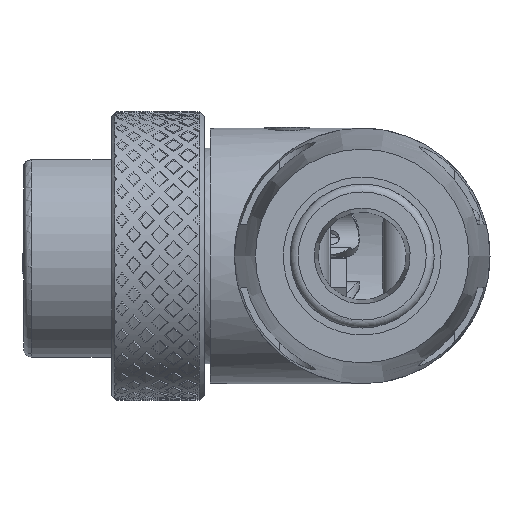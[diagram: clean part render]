
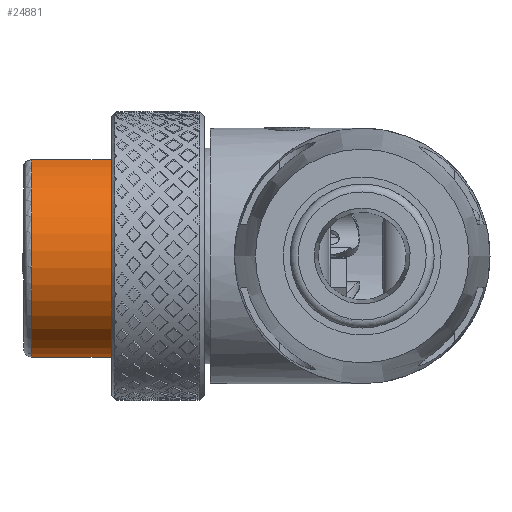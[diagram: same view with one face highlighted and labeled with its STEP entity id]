
A CAD part, front view. The second image highlights one B-rep face of the part: STEP entity #24881.
In plain terms, the highlighted cylindrical face has radius 6.35 mm (diameter 12.7 mm), a partial arc.
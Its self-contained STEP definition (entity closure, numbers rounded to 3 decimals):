
#3146=FACE_OUTER_BOUND('',#4624,.T.);
#4624=EDGE_LOOP('',(#16147,#16148,#16149,#16150));
#6554=LINE('',#39555,#7881);
#6555=LINE('',#39556,#7882);
#7881=VECTOR('',#30213,8.7);
#7882=VECTOR('',#30214,8.7);
#9091=CIRCLE('',#26394,6.35);
#9092=CIRCLE('',#26396,6.35);
#9807=VERTEX_POINT('',#39524);
#9808=VERTEX_POINT('',#39537);
#9809=VERTEX_POINT('',#39552);
#9810=VERTEX_POINT('',#39553);
#12307=EDGE_CURVE('',#9808,#9807,#9091,.T.);
#12309=EDGE_CURVE('',#9809,#9810,#9092,.T.);
#12310=EDGE_CURVE('',#9809,#9808,#6554,.T.);
#12311=EDGE_CURVE('',#9807,#9810,#6555,.T.);
#16147=ORIENTED_EDGE('',*,*,#12309,.F.);
#16148=ORIENTED_EDGE('',*,*,#12310,.T.);
#16149=ORIENTED_EDGE('',*,*,#12307,.T.);
#16150=ORIENTED_EDGE('',*,*,#12311,.T.);
#23045=CYLINDRICAL_SURFACE('',#26395,6.35);
#24881=ADVANCED_FACE('',(#3146),#23045,.T.);
#26394=AXIS2_PLACEMENT_3D('',#39538,#30207,#30208);
#26395=AXIS2_PLACEMENT_3D('',#39551,#30209,#30210);
#26396=AXIS2_PLACEMENT_3D('',#39554,#30211,#30212);
#30207=DIRECTION('center_axis',(1.,0.,0.));
#30208=DIRECTION('ref_axis',(0.,1.,0.));
#30209=DIRECTION('center_axis',(-1.,0.,0.));
#30210=DIRECTION('ref_axis',(0.,0.,-1.));
#30211=DIRECTION('center_axis',(1.,0.,0.));
#30212=DIRECTION('ref_axis',(0.,-1.,0.));
#30213=DIRECTION('',(-1.,0.,0.));
#30214=DIRECTION('',(1.,0.,0.));
#39524=CARTESIAN_POINT('',(-30.227,1.094,6.022));
#39537=CARTESIAN_POINT('',(-30.227,-2.938,6.022));
#39538=CARTESIAN_POINT('Origin',(-30.227,-0.922,0.));
#39551=CARTESIAN_POINT('Origin',(-83.69,-0.922,0.));
#39552=CARTESIAN_POINT('',(-21.527,-2.938,6.022));
#39553=CARTESIAN_POINT('',(-21.527,1.094,6.022));
#39554=CARTESIAN_POINT('Origin',(-21.527,-0.922,0.));
#39555=CARTESIAN_POINT('',(-25.877,-2.938,6.022));
#39556=CARTESIAN_POINT('',(-25.877,1.094,6.022));
